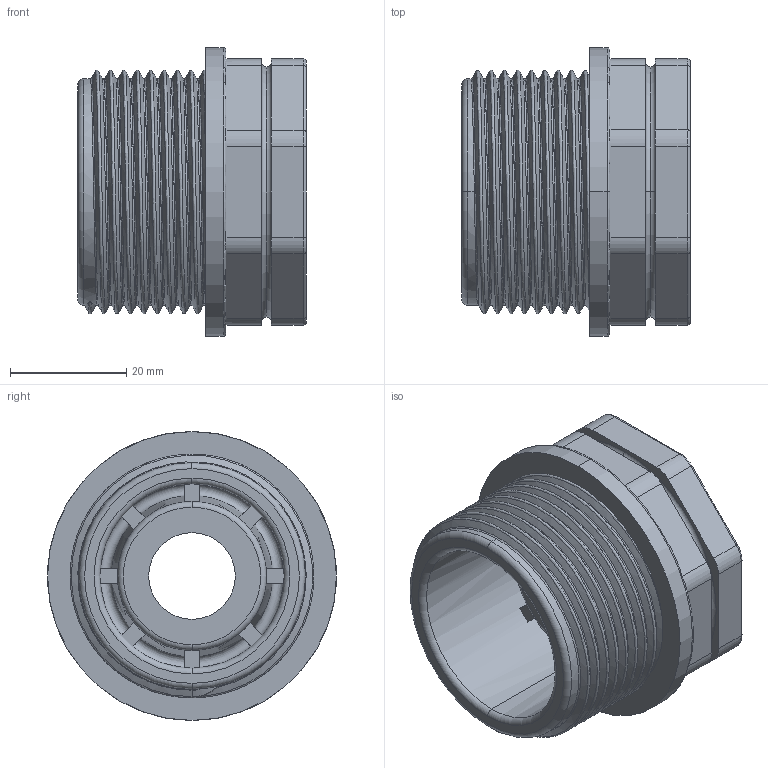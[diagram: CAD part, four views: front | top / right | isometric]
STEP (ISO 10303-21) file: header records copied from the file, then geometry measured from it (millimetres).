
FILE_DESCRIPTION (( 'STEP AP203' ), '1' );
FILE_NAME ('00234_0903.STEP', '2017-05-17T13:57:26', ( '' ), ( '' ), 'SwSTEP 2.0', 'SolidWorks 2011', '' );
FILE_SCHEMA (( 'CONFIG_CONTROL_DESIGN' ));
Length unit declared in the file: millimetre
Products named in the file (1): 00234_0903
Bounding box: 39.3 x 49.7 x 49.7 mm (x, y, z)
Volume: 35243.6 mm3; surface area: 16793.6 mm2
Topology: 1 solids, 1 shells, 173 faces, 458 edges, 292 vertices
Faces by surface type: cylinder 65, plane 56, torus 36, bspline 10, cone 6
Entity records: 13568 total; most frequent: CARTESIAN_POINT 9433, ORIENTED_EDGE 916, DIRECTION 822, EDGE_CURVE 458, AXIS2_PLACEMENT_3D 336, VERTEX_POINT 292, EDGE_LOOP 180, FACE_OUTER_BOUND 173
